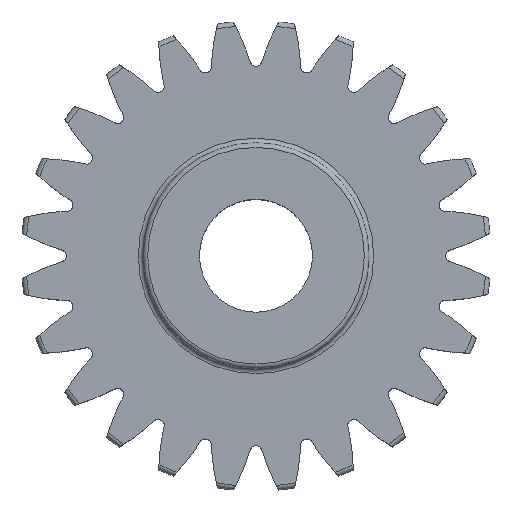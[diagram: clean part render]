
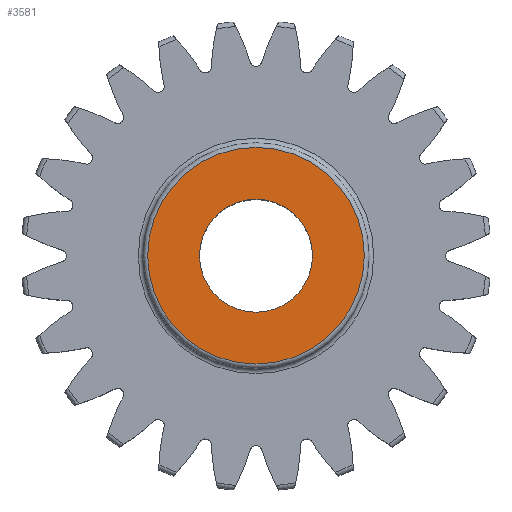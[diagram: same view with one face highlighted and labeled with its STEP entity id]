
A CAD part, top view. The second image highlights one B-rep face of the part: STEP entity #3581.
In plain terms, the highlighted planar face has unit normal (0, 0, 1).
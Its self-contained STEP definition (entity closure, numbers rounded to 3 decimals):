
#15=FACE_BOUND('',#828,.T.);
#18=PLANE('',#3896);
#628=FACE_OUTER_BOUND('',#827,.T.);
#827=EDGE_LOOP('',(#2578));
#828=EDGE_LOOP('',(#2579));
#960=CIRCLE('',#3727,4.792);
#964=CIRCLE('',#3733,2.5);
#1305=VERTEX_POINT('',#5514);
#1308=VERTEX_POINT('',#5524);
#1698=EDGE_CURVE('',#1305,#1305,#960,.T.);
#1703=EDGE_CURVE('',#1308,#1308,#964,.T.);
#2578=ORIENTED_EDGE('',*,*,#1698,.T.);
#2579=ORIENTED_EDGE('',*,*,#1703,.T.);
#3581=ADVANCED_FACE('',(#628,#15),#18,.T.);
#3727=AXIS2_PLACEMENT_3D('',#5515,#4280,#4281);
#3733=AXIS2_PLACEMENT_3D('',#5525,#4293,#4294);
#3896=AXIS2_PLACEMENT_3D('',#7024,#4666,#4667);
#4280=DIRECTION('center_axis',(0.,0.,1.));
#4281=DIRECTION('ref_axis',(0.,-1.,0.));
#4293=DIRECTION('center_axis',(0.,0.,-1.));
#4294=DIRECTION('ref_axis',(0.,1.,0.));
#4666=DIRECTION('center_axis',(0.,0.,1.));
#4667=DIRECTION('ref_axis',(0.,-1.,0.));
#5514=CARTESIAN_POINT('',(0.,4.792,9.));
#5515=CARTESIAN_POINT('Origin',(0.,0.,9.));
#5524=CARTESIAN_POINT('',(0.,-2.5,9.));
#5525=CARTESIAN_POINT('Origin',(0.,0.,9.));
#7024=CARTESIAN_POINT('Origin',(0.,2.5,9.));
